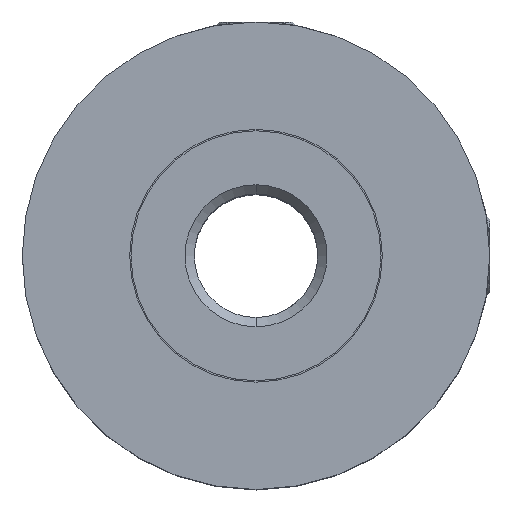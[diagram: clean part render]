
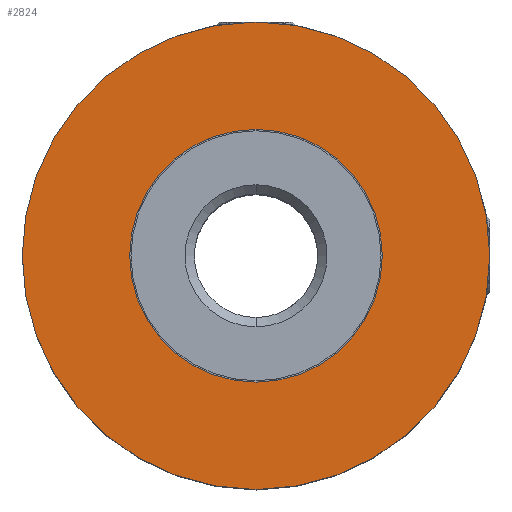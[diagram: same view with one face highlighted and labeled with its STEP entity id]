
A CAD part, top view. The second image highlights one B-rep face of the part: STEP entity #2824.
In plain terms, the highlighted planar face has unit normal (0, 0, 1).
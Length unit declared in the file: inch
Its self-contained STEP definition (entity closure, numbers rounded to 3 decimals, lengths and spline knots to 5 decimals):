
#115=CARTESIAN_POINT('',(0.,0.,0.238));
#116=DIRECTION('',(0.,0.,1.));
#117=DIRECTION('',(0.,1.,0.));
#118=AXIS2_PLACEMENT_3D('',#115,#116,#117);
#120=CARTESIAN_POINT('',(0.,0.,0.238));
#121=DIRECTION('',(0.,0.,-1.));
#122=DIRECTION('',(0.,1.,0.));
#123=AXIS2_PLACEMENT_3D('',#120,#121,#122);
#135=CARTESIAN_POINT('',(0.,0.,0.238));
#136=DIRECTION('',(0.,0.,1.));
#137=DIRECTION('',(1.,0.,0.));
#138=AXIS2_PLACEMENT_3D('',#135,#136,#137);
#140=CARTESIAN_POINT('',(0.,0.,0.238));
#141=DIRECTION('',(0.,0.,1.));
#142=DIRECTION('',(-1.,0.,0.));
#143=AXIS2_PLACEMENT_3D('',#140,#141,#142);
#2305=CARTESIAN_POINT('',(0.,0.355,0.238));
#2306=CARTESIAN_POINT('',(0.,-0.355,0.238));
#2307=VERTEX_POINT('',#2305);
#2308=VERTEX_POINT('',#2306);
#2437=CARTESIAN_POINT('',(0.19188,0.,0.238));
#2438=CARTESIAN_POINT('',(-0.19188,0.,0.238));
#2439=VERTEX_POINT('',#2437);
#2440=VERTEX_POINT('',#2438);
#2807=CARTESIAN_POINT('',(0.,0.,0.238));
#2808=DIRECTION('',(0.,0.,-1.));
#2809=DIRECTION('',(0.,-1.,0.));
#2810=AXIS2_PLACEMENT_3D('',#2807,#2808,#2809);
#2811=PLANE('',#2810);
#2813=ORIENTED_EDGE('',*,*,#2812,.F.);
#2815=ORIENTED_EDGE('',*,*,#2814,.T.);
#2816=EDGE_LOOP('',(#2813,#2815));
#2817=FACE_OUTER_BOUND('',#2816,.F.);
#2819=ORIENTED_EDGE('',*,*,#2818,.T.);
#2821=ORIENTED_EDGE('',*,*,#2820,.T.);
#2822=EDGE_LOOP('',(#2819,#2821));
#2823=FACE_BOUND('',#2822,.F.);
#119=CIRCLE('',#118,0.355);
#124=CIRCLE('',#123,0.355);
#139=CIRCLE('',#138,0.19188);
#144=CIRCLE('',#143,0.19188);
#2812=EDGE_CURVE('',#2307,#2308,#119,.T.);
#2814=EDGE_CURVE('',#2307,#2308,#124,.T.);
#2818=EDGE_CURVE('',#2439,#2440,#139,.T.);
#2820=EDGE_CURVE('',#2440,#2439,#144,.T.);
#2824=ADVANCED_FACE('',(#2817,#2823),#2811,.F.);
